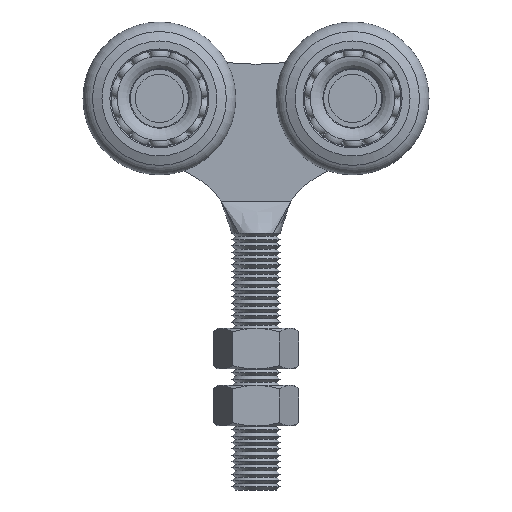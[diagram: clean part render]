
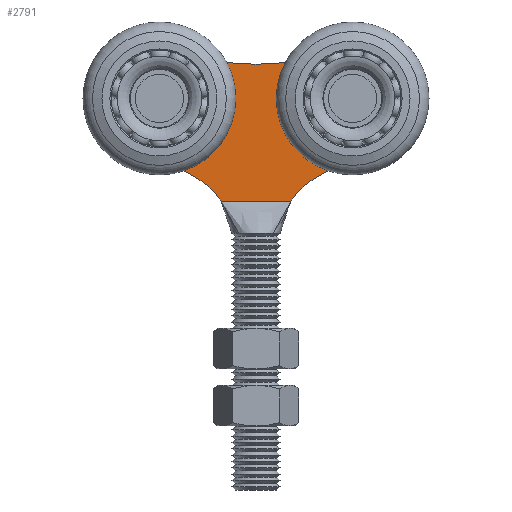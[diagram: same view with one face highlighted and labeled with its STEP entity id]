
A CAD part, left-side view. The second image highlights one B-rep face of the part: STEP entity #2791.
In plain terms, the highlighted planar face has unit normal (-1, 0, 0).
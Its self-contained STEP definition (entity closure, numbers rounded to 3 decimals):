
#2791 = ADVANCED_FACE( '', ( #5668 ), #5669, .T. );
#5668 = FACE_OUTER_BOUND( '', #9372, .T. );
#5669 = PLANE( '', #9373 );
#9372 = EDGE_LOOP( '', ( #15200, #15201, #15202, #15203, #15204, #15205, #15206, #15207, #15208 ) );
#9373 = AXIS2_PLACEMENT_3D( '', #15209, #15210, #15211 );
#15200 = ORIENTED_EDGE( '', *, *, #20055, .F. );
#15201 = ORIENTED_EDGE( '', *, *, #19436, .F. );
#15202 = ORIENTED_EDGE( '', *, *, #18834, .T. );
#15203 = ORIENTED_EDGE( '', *, *, #18671, .T. );
#15204 = ORIENTED_EDGE( '', *, *, #20056, .T. );
#15205 = ORIENTED_EDGE( '', *, *, #20057, .F. );
#15206 = ORIENTED_EDGE( '', *, *, #18852, .F. );
#15207 = ORIENTED_EDGE( '', *, *, #19858, .F. );
#15208 = ORIENTED_EDGE( '', *, *, #19441, .F. );
#15209 = CARTESIAN_POINT( '', ( -2., -0.083, 166.772 ) );
#15210 = DIRECTION( '', ( -1., 0., 0. ) );
#15211 = DIRECTION( '', ( 0., -1., 0. ) );
#18671 = EDGE_CURVE( '', #21045, #21042, #21857, .F. );
#18834 = EDGE_CURVE( '', #22124, #21045, #22125, .T. );
#18852 = EDGE_CURVE( '', #22147, #22149, #22150, .T. );
#19436 = EDGE_CURVE( '', #22124, #23047, #23048, .T. );
#19441 = EDGE_CURVE( '', #23054, #23056, #23057, .T. );
#19858 = EDGE_CURVE( '', #23056, #22147, #23640, .T. );
#20055 = EDGE_CURVE( '', #23047, #23054, #23906, .T. );
#20056 = EDGE_CURVE( '', #21042, #23907, #23908, .T. );
#20057 = EDGE_CURVE( '', #22149, #23907, #23909, .T. );
#21042 = VERTEX_POINT( '', #25165 );
#21045 = VERTEX_POINT( '', #25169 );
#21857 = CIRCLE( '', #26489, 12.5 );
#22124 = VERTEX_POINT( '', #26919 );
#22125 = CIRCLE( '', #26920, 61. );
#22147 = VERTEX_POINT( '', #26954 );
#22149 = VERTEX_POINT( '', #26957 );
#22150 = LINE( '', #26958, #26959 );
#23047 = VERTEX_POINT( '', #28440 );
#23048 = CIRCLE( '', #28441, 61. );
#23054 = VERTEX_POINT( '', #28449 );
#23056 = VERTEX_POINT( '', #28454 );
#23057 = LINE( '', #28455, #28456 );
#23640 = CIRCLE( '', #29358, 17. );
#23906 = CIRCLE( '', #29798, 12.5 );
#23907 = VERTEX_POINT( '', #29799 );
#23908 = LINE( '', #29800, #29801 );
#23909 = CIRCLE( '', #29802, 17. );
#25165 = CARTESIAN_POINT( '', ( -2., 30.25, 86.447 ) );
#25169 = CARTESIAN_POINT( '', ( -2., 19.933, 109.092 ) );
#26489 = AXIS2_PLACEMENT_3D( '', #31609, #31610, #31611 );
#26919 = CARTESIAN_POINT( '', ( -2., 0., 105.772 ) );
#26920 = AXIS2_PLACEMENT_3D( '', #31778, #31779, #31780 );
#26954 = CARTESIAN_POINT( '', ( -2., -8.667, 71.772 ) );
#26957 = CARTESIAN_POINT( '', ( -2., 8.667, 71.772 ) );
#26958 = CARTESIAN_POINT( '', ( -2., 8.667, 71.772 ) );
#26959 = VECTOR( '', #31792, 1000. );
#28440 = CARTESIAN_POINT( '', ( -2., -19.933, 109.092 ) );
#28441 = AXIS2_PLACEMENT_3D( '', #32215, #32216, #32217 );
#28449 = CARTESIAN_POINT( '', ( -2., -30.25, 86.447 ) );
#28454 = CARTESIAN_POINT( '', ( -2., -14.5, 77.354 ) );
#28455 = CARTESIAN_POINT( '', ( -2., -14.5, 77.354 ) );
#28456 = VECTOR( '', #32220, 1000. );
#29358 = AXIS2_PLACEMENT_3D( '', #32532, #32533, #32534 );
#29798 = AXIS2_PLACEMENT_3D( '', #32646, #32647, #32648 );
#29799 = CARTESIAN_POINT( '', ( -2., 14.5, 77.354 ) );
#29800 = CARTESIAN_POINT( '', ( -2., 14.5, 77.354 ) );
#29801 = VECTOR( '', #32649, 1000. );
#29802 = AXIS2_PLACEMENT_3D( '', #32650, #32651, #32652 );
#31609 = CARTESIAN_POINT( '', ( -2., 24., 97.272 ) );
#31610 = DIRECTION( '', ( -1., 0., 0. ) );
#31611 = DIRECTION( '', ( 0., -1., 0. ) );
#31778 = CARTESIAN_POINT( '', ( -2., 0.083, 166.772 ) );
#31779 = DIRECTION( '', ( 1., 0., 0. ) );
#31780 = DIRECTION( '', ( 0., -0.164, 0.986 ) );
#31792 = DIRECTION( '', ( 0., 1., 0. ) );
#32215 = CARTESIAN_POINT( '', ( -2., -0.083, 166.772 ) );
#32216 = DIRECTION( '', ( -1., 0., 0. ) );
#32217 = DIRECTION( '', ( 0., 0.164, 0.986 ) );
#32220 = DIRECTION( '', ( 0., 0.866, -0.5 ) );
#32532 = CARTESIAN_POINT( '', ( -2., -23., 62.631 ) );
#32533 = DIRECTION( '', ( -1., 0., 0. ) );
#32534 = DIRECTION( '', ( 0., -0.691, -0.723 ) );
#32646 = CARTESIAN_POINT( '', ( -2., -24., 97.272 ) );
#32647 = DIRECTION( '', ( -1., 0., 0. ) );
#32648 = DIRECTION( '', ( 0., -1., 0. ) );
#32649 = DIRECTION( '', ( 0., -0.866, -0.5 ) );
#32650 = CARTESIAN_POINT( '', ( -2., 23., 62.631 ) );
#32651 = DIRECTION( '', ( -1., 0., 0. ) );
#32652 = DIRECTION( '', ( 0., 0.691, -0.723 ) );
